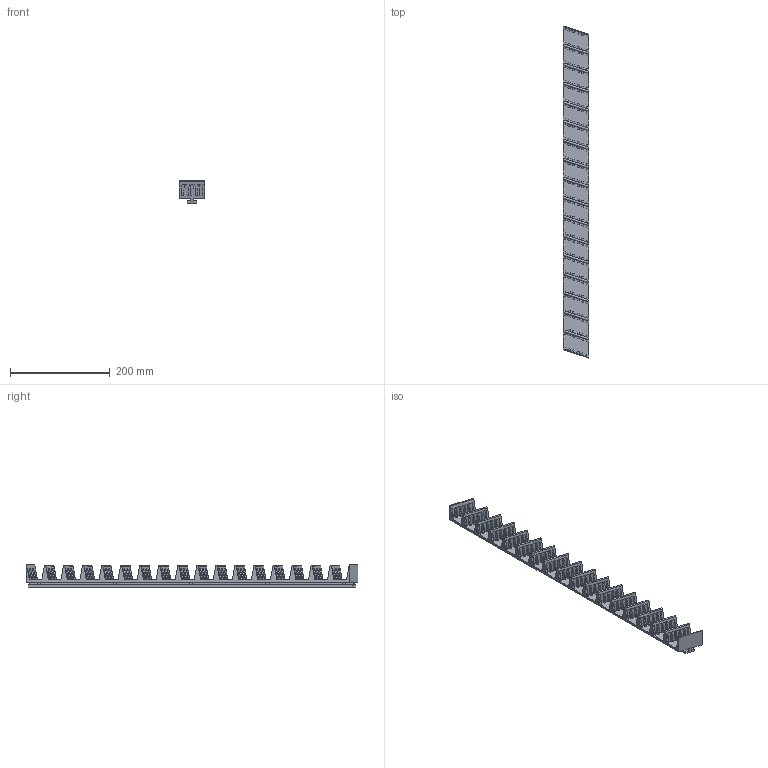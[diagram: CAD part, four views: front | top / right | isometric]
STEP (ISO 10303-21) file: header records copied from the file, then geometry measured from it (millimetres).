
FILE_DESCRIPTION(('CATIA V5 STEP Exchange','CAx-IF Rec.Pracs.--- Model Styling and Organization---1.5--- 2016-08-15','CAx-IF Rec.Pracs.---Supplemental Geometry---1.0---2011-11-01','CAx-IF Rec.Pracs.--- Composite Materials ---1.1---2010-07-15'),'2;1');
FILE_NAME('DE2454 RH DUN 1.stp','2024-05-22T13:21:05+00:00',('none'),('none'),'CATIA Version 5-6 Release 2022 SP3','CATIA V5 STEP AP214 Edition 3 v2','none');
FILE_SCHEMA(('AUTOMOTIVE_DESIGN { 1 0 10303 214 3 1 1 1 }'));
Length unit declared in the file: inch
Products named in the file (1): DE2454 CX482 FRT REAR DOOR OTR RH DUN 1
Bounding box: 50.8 x 664.21 x 44.77 mm (x, y, z)
Volume: 381732.7 mm3; surface area: 169861.7 mm2
Topology: 1 solids, 1 shells, 971 faces, 2905 edges, 1936 vertices
Faces by surface type: plane 616, cylinder 353, bspline 2
Entity records: 40362 total; most frequent: CARTESIAN_POINT 17636, ORIENTED_EDGE 5810, DIRECTION 3109, EDGE_CURVE 2905, VECTOR 2195, LINE 2195, VERTEX_POINT 1936, ADVANCED_FACE 971
